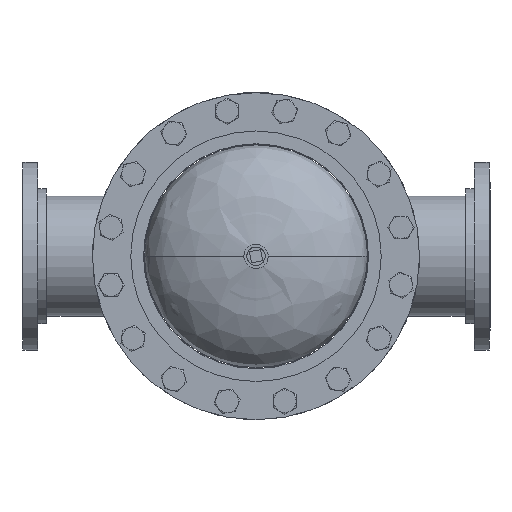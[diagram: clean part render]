
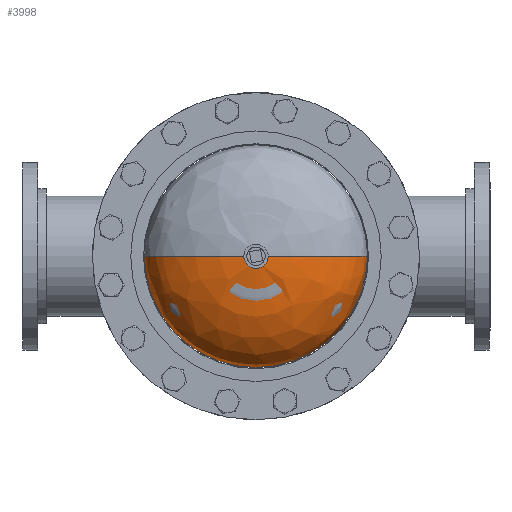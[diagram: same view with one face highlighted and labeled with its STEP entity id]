
A CAD part, front view. The second image highlights one B-rep face of the part: STEP entity #3998.
In plain terms, the highlighted free-form (B-spline) face has degree [3, 3] with [4, 4] control points.
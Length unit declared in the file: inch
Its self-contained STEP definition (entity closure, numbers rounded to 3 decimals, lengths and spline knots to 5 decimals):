
#213 = CARTESIAN_POINT ( 'NONE',  ( 8., 2.71168, 0. ) ) ;
#574 = CARTESIAN_POINT ( 'NONE',  ( 0.75, 4.54417, 0. ) ) ;
#659 = CARTESIAN_POINT ( 'NONE',  ( -5.07546, 4.33799, 0. ) ) ;
#810 = DIRECTION ( 'NONE',  ( 0., 0., -1. ) ) ;
#857 = CARTESIAN_POINT ( 'NONE',  ( -8., 0.5125, 0. ) ) ;
#1001 = CARTESIAN_POINT ( 'NONE',  ( 8., 0.5125, -16. ) ) ;
#1164 = AXIS2_PLACEMENT_3D ( 'NONE', #4583, #4749, #14215 ) ;
#1191 = EDGE_CURVE ( 'NONE', #10847, #13745, #16383, .T. ) ;
#1726 = CARTESIAN_POINT ( 'NONE',  ( 5.07546, 4.33799, 0. ) ) ;
#1968 = ORIENTED_EDGE ( 'NONE', *, *, #6620, .F. ) ;
#2405 = CARTESIAN_POINT ( 'NONE',  ( -8., 0.5125, 0. ) ) ;
#2791 = AXIS2_PLACEMENT_3D ( 'NONE', #15685, #3476, #810 ) ;
#3022 = EDGE_CURVE ( 'NONE', #10065, #7508, #16184, .T. ) ;
#3407 = CARTESIAN_POINT ( 'NONE',  ( -8., 2.71168, 0. ) ) ;
#3476 = DIRECTION ( 'NONE',  ( 0., -1., 0. ) ) ;
#3998 = ADVANCED_FACE ( 'NONE', ( #14110 ), #9946, .F. ) ;
#4192 = CARTESIAN_POINT ( 'NONE',  ( 0.75, 4.54417, 0. ) ) ;
#4472 =( BOUNDED_CURVE ( )  B_SPLINE_CURVE ( 3, ( #5892, #1726, #213, #15251 ),
 .UNSPECIFIED., .F., .F. ) 
 B_SPLINE_CURVE_WITH_KNOTS ( ( 4, 4 ),
 ( 1.66468, 3.14159 ),
 .UNSPECIFIED. ) 
 CURVE ( )  GEOMETRIC_REPRESENTATION_ITEM ( )  RATIONAL_B_SPLINE_CURVE ( ( 1., 0.826, 0.826, 1. ) ) 
 REPRESENTATION_ITEM ( '' )  );
#4583 = CARTESIAN_POINT ( 'NONE',  ( 0., 0.5125, 0. ) ) ;
#4729 = CARTESIAN_POINT ( 'NONE',  ( 5.07546, 4.33799, 0. ) ) ;
#4749 = DIRECTION ( 'NONE',  ( 0., -1., 0. ) ) ;
#5892 = CARTESIAN_POINT ( 'NONE',  ( 0.75, 4.54417, 0. ) ) ;
#5923 = EDGE_CURVE ( 'NONE', #13745, #11954, #4472, .T. ) ;
#5986 = DIRECTION ( 'NONE',  ( 0., -1., 0. ) ) ;
#6067 = EDGE_CURVE ( 'NONE', #13328, #10847, #16455, .T. ) ;
#6090 = CARTESIAN_POINT ( 'NONE',  ( -5.07546, 4.33799, -10.15091 ) ) ;
#6301 =( BOUNDED_CURVE ( )  B_SPLINE_CURVE ( 3, ( #15903, #14566, #14653, #857 ),
 .UNSPECIFIED., .F., .F. ) 
 B_SPLINE_CURVE_WITH_KNOTS ( ( 4, 4 ),
 ( 1.66468, 3.14159 ),
 .UNSPECIFIED. ) 
 CURVE ( )  GEOMETRIC_REPRESENTATION_ITEM ( )  RATIONAL_B_SPLINE_CURVE ( ( 1., 0.826, 0.826, 1. ) ) 
 REPRESENTATION_ITEM ( '' )  );
#6620 = EDGE_CURVE ( 'NONE', #13328, #10065, #6301, .T. ) ;
#6698 = CARTESIAN_POINT ( 'NONE',  ( -8., 0.5125, -16. ) ) ;
#7328 = CARTESIAN_POINT ( 'NONE',  ( -0.75, 4.54417, -1.5 ) ) ;
#7476 = ORIENTED_EDGE ( 'NONE', *, *, #6067, .T. ) ;
#7508 = VERTEX_POINT ( 'NONE', #16733 ) ;
#7573 = ORIENTED_EDGE ( 'NONE', *, *, #17015, .F. ) ;
#8028 = CARTESIAN_POINT ( 'NONE',  ( -8., 0.5125, 0. ) ) ;
#8116 = CARTESIAN_POINT ( 'NONE',  ( 8., 2.71168, 0. ) ) ;
#9270 = CARTESIAN_POINT ( 'NONE',  ( 8., 2.71168, -16. ) ) ;
#9946 =( BOUNDED_SURFACE ( )  B_SPLINE_SURFACE ( 3, 3, ( 
 ( #15700, #7328, #12761, #574 ),
 ( #659, #6090, #11501, #4729 ),
 ( #3407, #12937, #9270, #8116 ),
 ( #8028, #6698, #1001, #12039 ) ),
 .UNSPECIFIED., .F., .F., .F. ) 
 B_SPLINE_SURFACE_WITH_KNOTS ( ( 4, 4 ),
 ( 4, 4 ),
 ( 0., 1. ),
 ( 0., 1. ),
 .UNSPECIFIED. ) 
 GEOMETRIC_REPRESENTATION_ITEM ( )  RATIONAL_B_SPLINE_SURFACE ( (
 ( 1., 0.333, 0.333, 1.),
 ( 0.826, 0.275, 0.275, 0.826),
 ( 0.826, 0.275, 0.275, 0.826),
 ( 1., 0.333, 0.333, 1.) ) ) 
 REPRESENTATION_ITEM ( '' )  SURFACE ( )  );
#10065 = VERTEX_POINT ( 'NONE', #2405 ) ;
#10404 = ORIENTED_EDGE ( 'NONE', *, *, #5923, .T. ) ;
#10826 = CARTESIAN_POINT ( 'NONE',  ( 0., 0.5125, 0. ) ) ;
#10847 = VERTEX_POINT ( 'NONE', #14383 ) ;
#10914 = DIRECTION ( 'NONE',  ( 0., 0., -1. ) ) ;
#11128 = CARTESIAN_POINT ( 'NONE',  ( -0.75, 4.54417, 0. ) ) ;
#11501 = CARTESIAN_POINT ( 'NONE',  ( 5.07546, 4.33799, -10.15091 ) ) ;
#11685 = ORIENTED_EDGE ( 'NONE', *, *, #1191, .T. ) ;
#11954 = VERTEX_POINT ( 'NONE', #15341 ) ;
#12039 = CARTESIAN_POINT ( 'NONE',  ( 8., 0.5125, 0. ) ) ;
#12761 = CARTESIAN_POINT ( 'NONE',  ( 0.75, 4.54417, -1.5 ) ) ;
#12937 = CARTESIAN_POINT ( 'NONE',  ( -8., 2.71168, -16. ) ) ;
#13252 = AXIS2_PLACEMENT_3D ( 'NONE', #15518, #5986, #13822 ) ;
#13328 = VERTEX_POINT ( 'NONE', #11128 ) ;
#13745 = VERTEX_POINT ( 'NONE', #4192 ) ;
#13822 = DIRECTION ( 'NONE',  ( 0., 0., -1. ) ) ;
#14110 = FACE_OUTER_BOUND ( 'NONE', #16127, .T. ) ;
#14215 = DIRECTION ( 'NONE',  ( 0., 0., -1. ) ) ;
#14383 = CARTESIAN_POINT ( 'NONE',  ( 0., 4.54417, -0.75 ) ) ;
#14566 = CARTESIAN_POINT ( 'NONE',  ( -5.07546, 4.33799, 0. ) ) ;
#14653 = CARTESIAN_POINT ( 'NONE',  ( -8., 2.71168, 0. ) ) ;
#15051 = AXIS2_PLACEMENT_3D ( 'NONE', #10826, #16094, #10914 ) ;
#15251 = CARTESIAN_POINT ( 'NONE',  ( 8., 0.5125, 0. ) ) ;
#15341 = CARTESIAN_POINT ( 'NONE',  ( 8., 0.5125, 0. ) ) ;
#15394 = CIRCLE ( 'NONE', #1164, 8. ) ;
#15518 = CARTESIAN_POINT ( 'NONE',  ( 0., 4.54417, 0. ) ) ;
#15685 = CARTESIAN_POINT ( 'NONE',  ( 0., 4.54417, 0. ) ) ;
#15700 = CARTESIAN_POINT ( 'NONE',  ( -0.75, 4.54417, 0. ) ) ;
#15903 = CARTESIAN_POINT ( 'NONE',  ( -0.75, 4.54417, 0. ) ) ;
#16094 = DIRECTION ( 'NONE',  ( 0., -1., 0. ) ) ;
#16127 = EDGE_LOOP ( 'NONE', ( #1968, #7476, #11685, #10404, #7573, #17061 ) ) ;
#16184 = CIRCLE ( 'NONE', #15051, 8. ) ;
#16383 = CIRCLE ( 'NONE', #13252, 0.75 ) ;
#16455 = CIRCLE ( 'NONE', #2791, 0.75 ) ;
#16733 = CARTESIAN_POINT ( 'NONE',  ( 0., 0.5125, -8. ) ) ;
#17015 = EDGE_CURVE ( 'NONE', #7508, #11954, #15394, .T. ) ;
#17061 = ORIENTED_EDGE ( 'NONE', *, *, #3022, .F. ) ;
